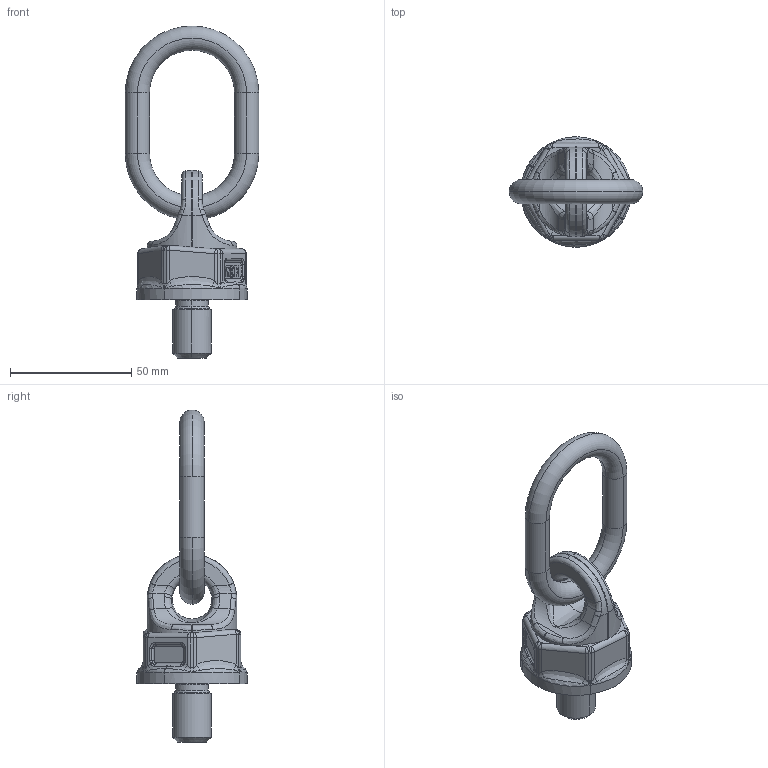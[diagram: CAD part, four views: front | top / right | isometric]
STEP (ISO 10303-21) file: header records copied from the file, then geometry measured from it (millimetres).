
FILE_DESCRIPTION(('CATIA V5 STEP Exchange'),'2;1');
FILE_NAME('YK8272-013.stp','2017-06-16T07:38:39+00:00',('none'),('none'),'CATIA Version 5 Release 21 GA (IN-10)','CATIA V5 STEP AP203','none');
FILE_SCHEMA(('CONFIG_CONTROL_DESIGN'));
Length unit declared in the file: millimetre
Products named in the file (1): YK8272-013A_AllCATPart
Bounding box: 55 x 45.57 x 136.8 mm (x, y, z)
Volume: 61475.3 mm3; surface area: 15419.5 mm2
Topology: 2 solids, 2 shells, 411 faces, 1056 edges, 652 vertices
Faces by surface type: plane 193, bspline 82, cylinder 75, torus 30, revolution 20, cone 11
Entity records: 17079 total; most frequent: CARTESIAN_POINT 8130, ORIENTED_EDGE 2112, DIRECTION 1327, EDGE_CURVE 1056, VERTEX_POINT 652, VECTOR 592, LINE 592, AXIS2_PLACEMENT_3D 431
